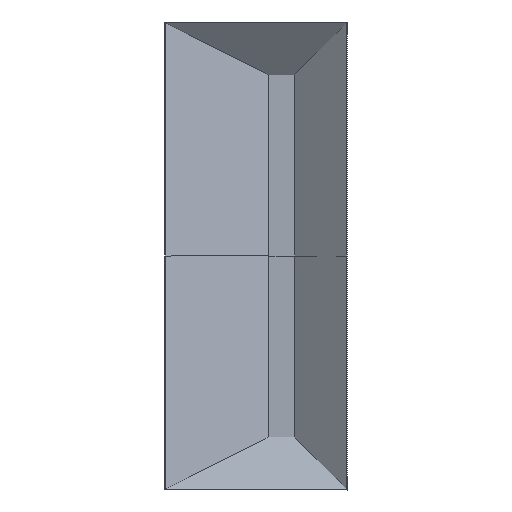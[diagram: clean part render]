
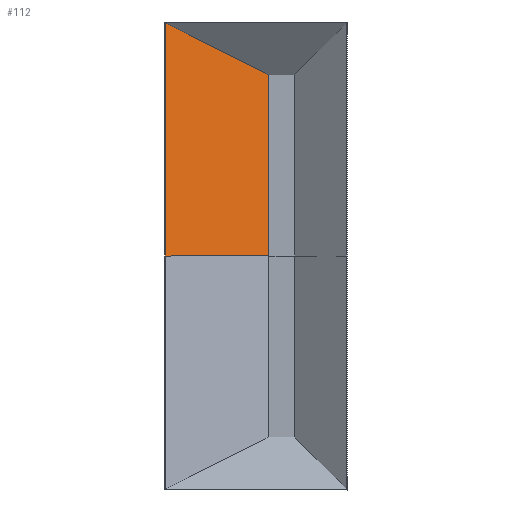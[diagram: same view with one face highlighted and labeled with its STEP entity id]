
A CAD part, front view. The second image highlights one B-rep face of the part: STEP entity #112.
In plain terms, the highlighted planar face has unit normal (0.351, -0.936, 0).
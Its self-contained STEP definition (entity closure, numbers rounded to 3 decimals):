
#112=ADVANCED_FACE($,(#264),#1739,.T.);
#264=FACE_OUTER_BOUND($,#416,.T.);
#416=EDGE_LOOP($,(#622,#623,#624,#625));
#622=ORIENTED_EDGE($,*,*,#1241,.F.);
#623=ORIENTED_EDGE($,*,*,#1246,.T.);
#624=ORIENTED_EDGE($,*,*,#1243,.F.);
#625=ORIENTED_EDGE($,*,*,#1248,.T.);
#1241=EDGE_CURVE($,#1559,#1558,#1891,.T.);
#1243=EDGE_CURVE($,#1561,#1560,#1893,.T.);
#1246=EDGE_CURVE($,#1559,#1560,#1896,.T.);
#1248=EDGE_CURVE($,#1561,#1558,#1898,.T.);
#1558=VERTEX_POINT($,#2594);
#1559=VERTEX_POINT($,#2595);
#1560=VERTEX_POINT($,#2596);
#1561=VERTEX_POINT($,#2597);
#1739=PLANE($,#2251);
#1891=B_SPLINE_CURVE_WITH_KNOTS($,3,(#2512,#2513,#2514,#2515),.UNSPECIFIED.,
.F.,.F.,(4,4),(482.242,909.442),.UNSPECIFIED.);
#1893=B_SPLINE_CURVE_WITH_KNOTS($,3,(#2520,#2521,#2522,#2523),.UNSPECIFIED.,
.F.,.F.,(4,4),(482.328,954.027),.UNSPECIFIED.);
#1896=B_SPLINE_CURVE_WITH_KNOTS($,1,(#2532,#2533),.UNSPECIFIED.,.F.,.F.,
(2,2),(-1036.707,-334.707),.UNSPECIFIED.);
#1898=B_SPLINE_CURVE_WITH_KNOTS($,1,(#2536,#2537),.UNSPECIFIED.,.F.,.F.,
(2,2),(-902.509,0.),.UNSPECIFIED.);
#2251=AXIS2_PLACEMENT_3D($,#2577,#2334,$);
#2334=DIRECTION($,(0.351,-0.936,0.));
#2512=CARTESIAN_POINT($,(1725.049,0.,931.));
#2513=CARTESIAN_POINT($,(1591.716,-50.,931.));
#2514=CARTESIAN_POINT($,(1458.382,-100.,931.));
#2515=CARTESIAN_POINT($,(1325.049,-150.,931.));
#2520=CARTESIAN_POINT($,(1325.049,-150.,1831.));
#2521=CARTESIAN_POINT($,(1458.382,-100.,1764.333));
#2522=CARTESIAN_POINT($,(1591.716,-50.,1697.667));
#2523=CARTESIAN_POINT($,(1725.049,0.,1631.));
#2532=CARTESIAN_POINT($,(1725.049,0.,931.));
#2533=CARTESIAN_POINT($,(1725.049,0.,1631.));
#2536=CARTESIAN_POINT($,(1325.049,-150.,1831.));
#2537=CARTESIAN_POINT($,(1325.049,-150.,931.));
#2577=CARTESIAN_POINT($,(1725.049,0.,931.));
#2594=CARTESIAN_POINT($,(1325.049,-150.,931.));
#2595=CARTESIAN_POINT($,(1725.049,0.,931.));
#2596=CARTESIAN_POINT($,(1725.049,0.,1631.));
#2597=CARTESIAN_POINT($,(1325.049,-150.,1831.));
